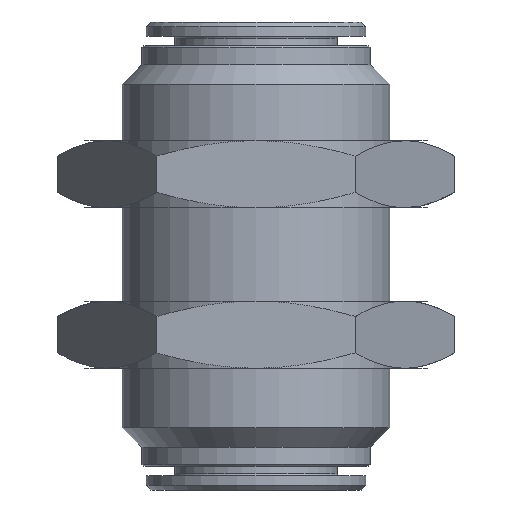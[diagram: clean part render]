
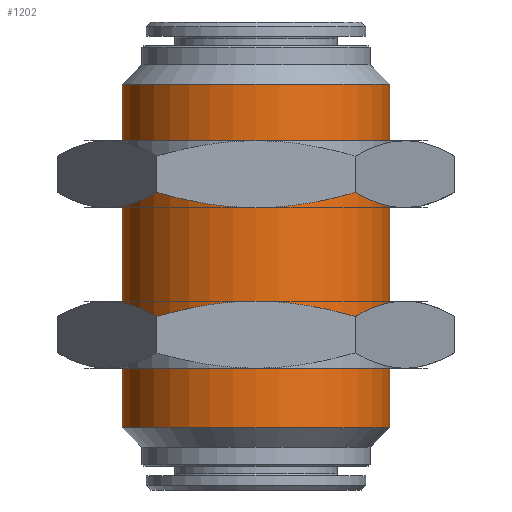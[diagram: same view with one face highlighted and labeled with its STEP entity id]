
A CAD part, front view. The second image highlights one B-rep face of the part: STEP entity #1202.
In plain terms, the highlighted cylindrical face has radius 14 mm (diameter 28 mm), a full revolution.
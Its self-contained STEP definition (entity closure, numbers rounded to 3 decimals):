
#220=FACE_BOUND('',#444,.T.);
#302=FACE_OUTER_BOUND('',#443,.T.);
#443=EDGE_LOOP('',(#1087));
#444=EDGE_LOOP('',(#1088));
#543=CIRCLE('',#1369,14.);
#544=CIRCLE('',#1370,14.);
#655=VERTEX_POINT('',#2344);
#656=VERTEX_POINT('',#2346);
#803=EDGE_CURVE('',#655,#655,#543,.T.);
#804=EDGE_CURVE('',#656,#656,#544,.T.);
#1087=ORIENTED_EDGE('',*,*,#803,.T.);
#1088=ORIENTED_EDGE('',*,*,#804,.T.);
#1127=CYLINDRICAL_SURFACE('',#1368,14.);
#1202=ADVANCED_FACE('',(#302,#220),#1127,.T.);
#1368=AXIS2_PLACEMENT_3D('',#2343,#1701,#1702);
#1369=AXIS2_PLACEMENT_3D('',#2345,#1703,#1704);
#1370=AXIS2_PLACEMENT_3D('',#2347,#1705,#1706);
#1701=DIRECTION('center_axis',(0.,0.,1.));
#1702=DIRECTION('ref_axis',(0.,1.,0.));
#1703=DIRECTION('center_axis',(0.,0.,-1.));
#1704=DIRECTION('ref_axis',(0.,-1.,0.));
#1705=DIRECTION('center_axis',(0.,0.,1.));
#1706=DIRECTION('ref_axis',(0.,-1.,0.));
#2343=CARTESIAN_POINT('Origin',(135.86,0.,74.97));
#2344=CARTESIAN_POINT('',(135.86,-14.,112.97));
#2345=CARTESIAN_POINT('Origin',(135.86,0.,112.97));
#2346=CARTESIAN_POINT('',(135.86,-14.,76.97));
#2347=CARTESIAN_POINT('Origin',(135.86,0.,76.97));
